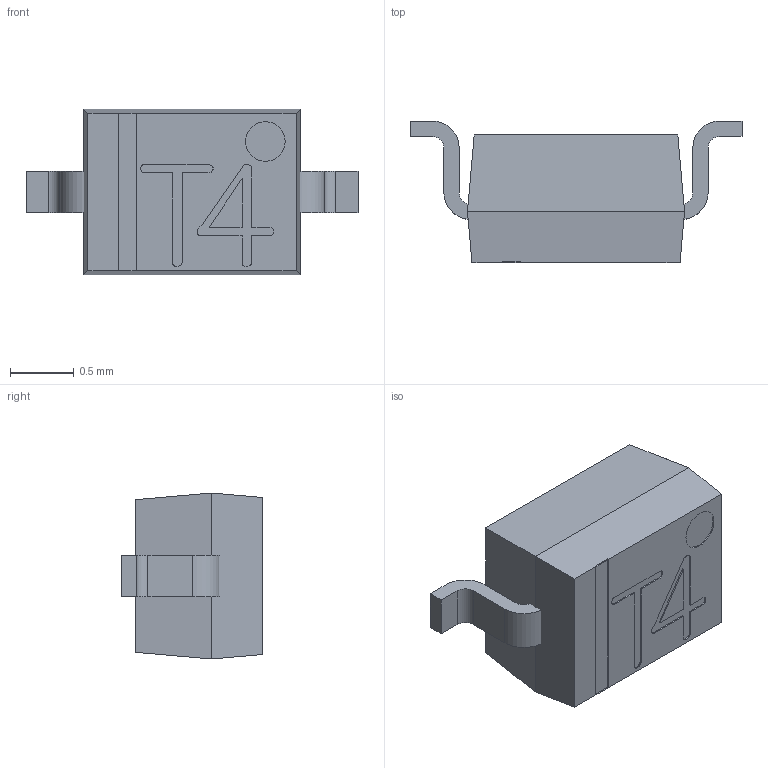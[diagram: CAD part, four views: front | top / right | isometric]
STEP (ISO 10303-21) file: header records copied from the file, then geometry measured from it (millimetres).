
FILE_DESCRIPTION (( 'STEP AP214' ), '1' );
FILE_NAME ('1N4148WS (SOD-323).STEP', '2024-03-08T11:12:13', ( '' ), ( '' ), 'SwSTEP 2.0', 'SolidWorks 2024', '' );
FILE_SCHEMA (( 'AUTOMOTIVE_DESIGN' ));
Length unit declared in the file: millimetre
Products named in the file (1): 1N4148WS (SOD-323)
Bounding box: 2.6 x 1.11 x 1.3 mm (x, y, z)
Volume: 2.1 mm3; surface area: 11.8 mm2
Topology: 3 solids, 3 shells, 82 faces, 208 edges, 136 vertices
Faces by surface type: plane 57, bspline 15, cylinder 10
Entity records: 3689 total; most frequent: CARTESIAN_POINT 850, ORIENTED_EDGE 416, DIRECTION 334, EDGE_CURVE 208, LINE 158, VECTOR 158, VERTEX_POINT 136, AXIS2_PLACEMENT_3D 88
